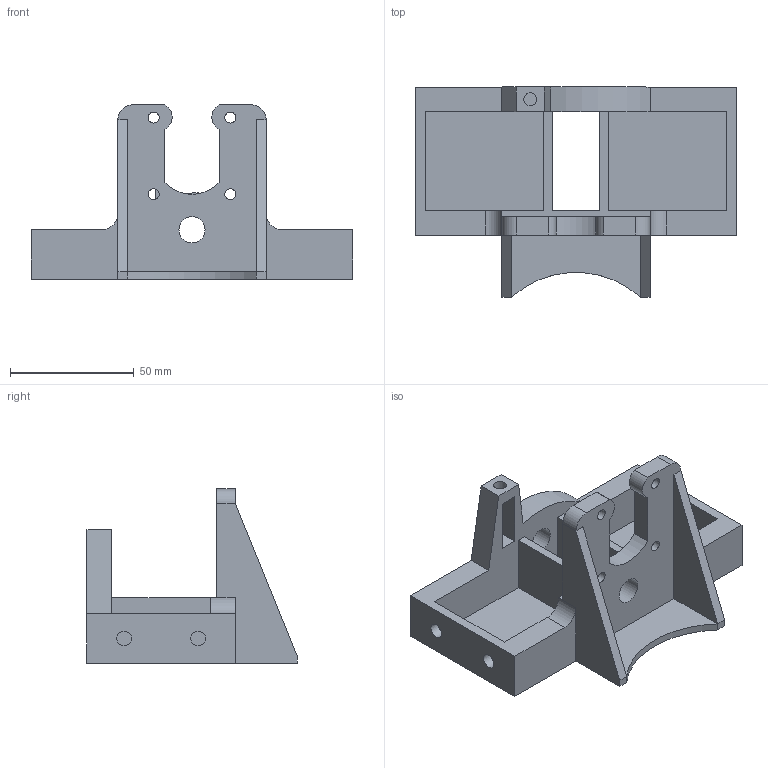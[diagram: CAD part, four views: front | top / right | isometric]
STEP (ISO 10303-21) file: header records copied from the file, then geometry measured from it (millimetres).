
FILE_DESCRIPTION(('FreeCAD Model'),'2;1');
FILE_NAME( 'Z_MotorMount3.stp', '2012-12-21T00:15:26',('FreeCAD'),('FreeCAD'), 'Open CASCADE STEP processor 6.5','FreeCAD','Unknown');
FILE_SCHEMA(('AUTOMOTIVE_DESIGN_CC2 { 1 2 10303 214 -1 1 5 4 }'));
Length unit declared in the file: millimetre
Products named in the file (1): Open CASCADE STEP translator 6.5 4
Bounding box: 130 x 85 x 70.55 mm (x, y, z)
Volume: 111087.3 mm3; surface area: 45704.6 mm2
Topology: 1 solids, 1 shells, 63 faces, 182 edges, 120 vertices
Faces by surface type: plane 43, cylinder 20
Full cylindrical faces by diameter (mm): 4.4 x4, 5.2 x1, 6 x4, 10.6 x2
Entity records: 4529 total; most frequent: CARTESIAN_POINT 873, DIRECTION 671, LINE 443, VECTOR 443, ORIENTED_EDGE 364, PCURVE 364, DEFINITIONAL_REPRESENTATION 364, EDGE_CURVE 182
